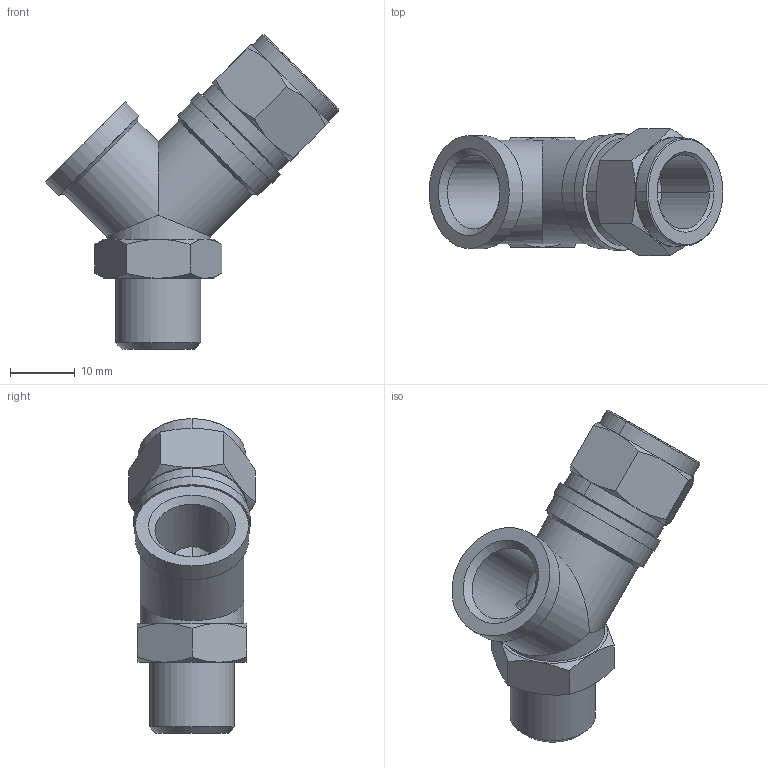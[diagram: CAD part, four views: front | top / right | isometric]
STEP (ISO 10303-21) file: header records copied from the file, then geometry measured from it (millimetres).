
FILE_DESCRIPTION((''),'2;1');
FILE_NAME('1050_Y_Anschlussstück.stp','2012-02-28T16:25:43',('pascalzweiacker'),(''),'Autodesk Inventor 2012','Autodesk Inventor 2012','');
FILE_SCHEMA(('AUTOMOTIVE_DESIGN { 1 0 10303 214 1 1 1 1 }'));
Length unit declared in the file: millimetre
Products named in the file (4): 1050_Y_Anschlussstück; Y_Anschlussstück_1_4Zoll; Dichtring_1_4; 1021_Verlaengerung_L_10
Assembly tree (3 placements, depth 2):
  1050_Y_Anschlussstück
    Y_Anschlussstück_1_4Zoll
    Dichtring_1_4
    1021_Verlaengerung_L_10
Bounding box: 45.4 x 19.63 x 48.65 mm (x, y, z)
Volume: 7927.9 mm3; surface area: 6605 mm2
Topology: 3 solids, 3 shells, 100 faces, 224 edges, 136 vertices
Faces by surface type: cone 49, plane 26, cylinder 25
Full cylindrical faces by diameter (mm): 8 x1, 11.445 x2, 13 x1, 13.157 x1, 16 x3, 17.5 x2, 18 x1
Entity records: 2783 total; most frequent: CARTESIAN_POINT 613, DIRECTION 464, ORIENTED_EDGE 404, AXIS2_PLACEMENT_3D 215, EDGE_CURVE 202, VERTEX_POINT 130, EDGE_LOOP 130, FACE_OUTER_BOUND 100
